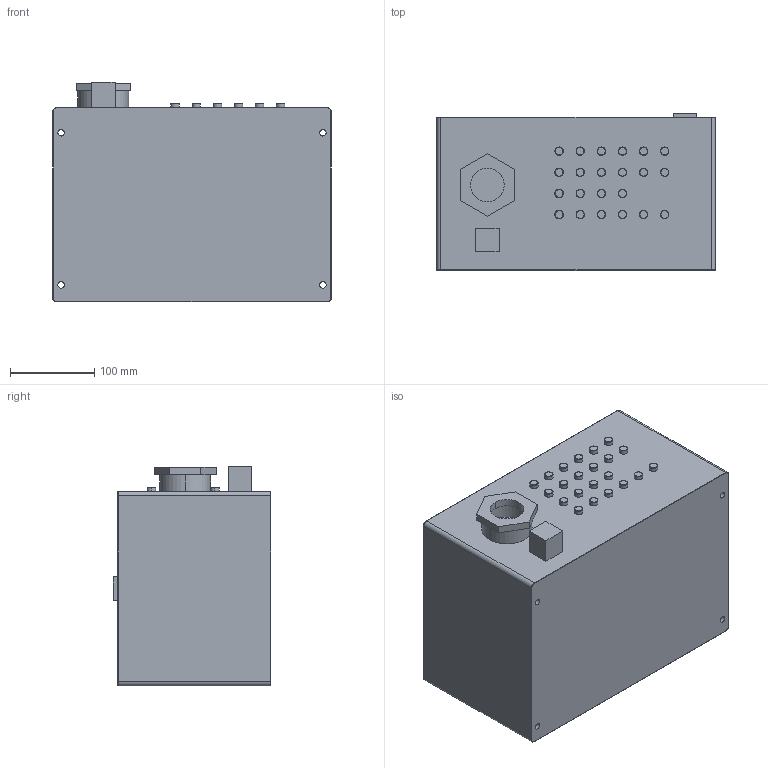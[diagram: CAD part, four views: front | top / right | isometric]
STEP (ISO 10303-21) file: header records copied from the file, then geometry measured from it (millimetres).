
FILE_DESCRIPTION((''),'2;1');
FILE_NAME('UOS_D301163A','2006-01-03T',('Pepperl+Fuchs'),('Industriehansa'),'PRO/ENGINEER BY PARAMETRIC TECHNOLOGY CORPORATION, 2005290','PRO/ENGINEER BY PARAMETRIC TECHNOLOGY CORPORATION, 2005290','');
FILE_SCHEMA(('AUTOMOTIVE_DESIGN_CC2 { 1 2 10303 214 -1 1 5 2 }'));
Length unit declared in the file: millimetre
Products named in the file (1): UOS_D301163A
Bounding box: 330 x 186 x 260 mm (x, y, z)
Volume: 13775847.8 mm3; surface area: 389267.6 mm2
Topology: 1 solids, 1 shells, 170 faces, 389 edges, 278 vertices
Faces by surface type: cylinder 70, torus 52, plane 48
Entity records: 6201 total; most frequent: DIRECTION 967, CARTESIAN_POINT 780, ORIENTED_EDGE 720, PRESENTATION_STYLE_ASSIGNMENT 407, AXIS2_PLACEMENT_3D 407, STYLED_ITEM 396, CURVE_STYLE 390, EDGE_CURVE 360
